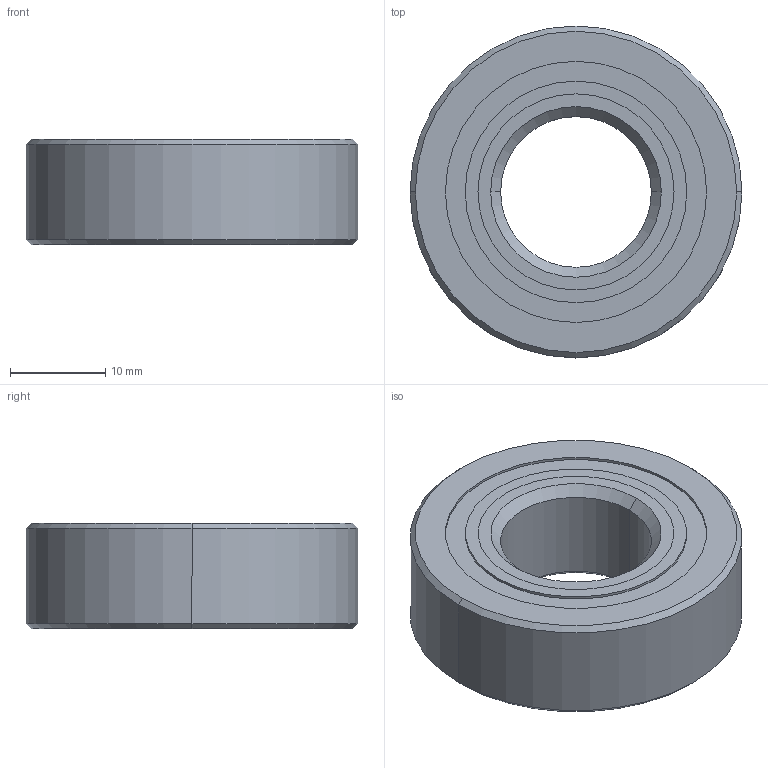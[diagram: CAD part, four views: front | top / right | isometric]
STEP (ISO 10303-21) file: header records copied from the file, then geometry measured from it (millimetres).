
FILE_DESCRIPTION (( 'STEP AP214' ), '1' );
FILE_NAME ('am-4467 1-2 in ID 1 3-8 in OD Shielded Bearing R1623ZZ.STEP', '2021-04-22T18:29:40', ( '' ), ( '' ), 'SwSTEP 2.0', 'SolidWorks 2019', '' );
FILE_SCHEMA (( 'AUTOMOTIVE_DESIGN' ));
Length unit declared in the file: inch
Products named in the file (1): am-4467 1-2 in ID 1 3-8 in OD Shielded Bearing R1623ZZ
Bounding box: 34.92 x 34.92 x 11.11 mm (x, y, z)
Volume: 7265.3 mm3; surface area: 8059.6 mm2
Topology: 15 solids, 15 shells, 73 faces, 176 edges, 114 vertices
Faces by surface type: cylinder 24, sphere 20, cone 12, plane 11, torus 6
Entity records: 2238 total; most frequent: DIRECTION 364, CARTESIAN_POINT 284, ORIENTED_EDGE 252, AXIS2_PLACEMENT_3D 164, EDGE_CURVE 126, CIRCLE 90, EDGE_LOOP 84, VERTEX_POINT 84
